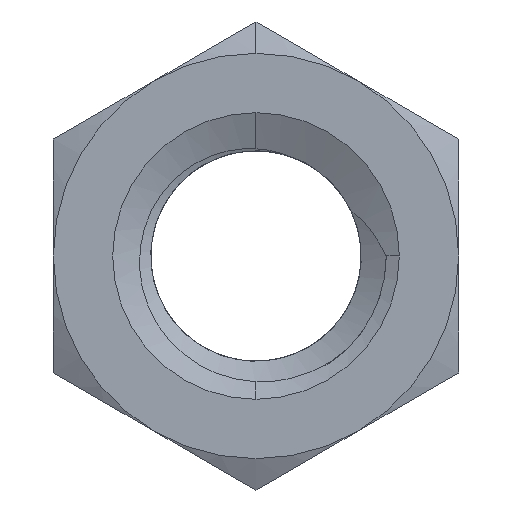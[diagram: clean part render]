
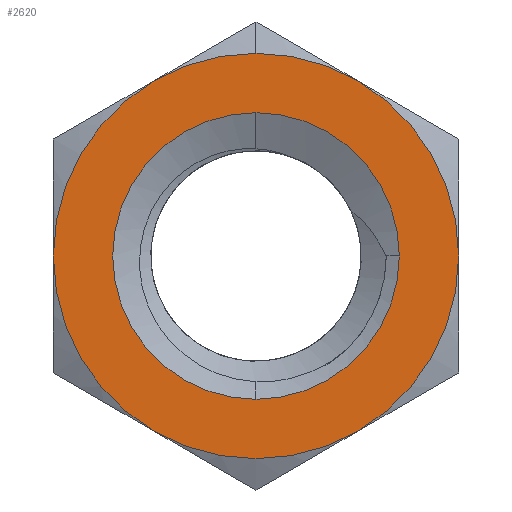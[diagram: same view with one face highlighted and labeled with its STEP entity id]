
A CAD part, front view. The second image highlights one B-rep face of the part: STEP entity #2620.
In plain terms, the highlighted planar face has unit normal (0, -1, 0).
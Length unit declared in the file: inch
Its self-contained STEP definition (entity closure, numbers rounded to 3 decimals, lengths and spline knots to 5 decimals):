
#4 = CARTESIAN_POINT ( 'NONE',  ( 0., 0., -0.30938 ) ) ;
#10 = DIRECTION ( 'NONE',  ( 0., 1., 0. ) ) ;
#13 = EDGE_CURVE ( 'NONE', #3364, #1243, #125, .T. ) ;
#55 = VERTEX_POINT ( 'NONE', #4 ) ;
#125 = CIRCLE ( 'NONE', #2398, 0.4375 ) ;
#159 = CARTESIAN_POINT ( 'NONE',  ( -0.21875, 0., 0.37889 ) ) ;
#192 = ORIENTED_EDGE ( 'NONE', *, *, #383, .F. ) ;
#212 = EDGE_CURVE ( 'NONE', #988, #3364, #1743, .T. ) ;
#244 = AXIS2_PLACEMENT_3D ( 'NONE', #2721, #1941, #2983 ) ;
#250 = VERTEX_POINT ( 'NONE', #293 ) ;
#293 = CARTESIAN_POINT ( 'NONE',  ( -0.4375, 0., 0. ) ) ;
#383 = EDGE_CURVE ( 'NONE', #804, #972, #2511, .T. ) ;
#401 = DIRECTION ( 'NONE',  ( 0., 1., 0. ) ) ;
#474 = AXIS2_PLACEMENT_3D ( 'NONE', #2716, #1373, #1881 ) ;
#488 = CARTESIAN_POINT ( 'NONE',  ( 0., 0., 0. ) ) ;
#494 = CARTESIAN_POINT ( 'NONE',  ( 0., 0., 0. ) ) ;
#594 = ORIENTED_EDGE ( 'NONE', *, *, #2267, .F. ) ;
#673 = PLANE ( 'NONE',  #912 ) ;
#723 = ORIENTED_EDGE ( 'NONE', *, *, #13, .F. ) ;
#752 = ORIENTED_EDGE ( 'NONE', *, *, #2719, .F. ) ;
#754 = DIRECTION ( 'NONE',  ( 0., 0., 1. ) ) ;
#779 = CARTESIAN_POINT ( 'NONE',  ( 0., 0., 0. ) ) ;
#793 = DIRECTION ( 'NONE',  ( 0., 0., 1. ) ) ;
#804 = VERTEX_POINT ( 'NONE', #159 ) ;
#805 = CIRCLE ( 'NONE', #2408, 0.30938 ) ;
#807 = CARTESIAN_POINT ( 'NONE',  ( 0., 0., 0.4375 ) ) ;
#907 = AXIS2_PLACEMENT_3D ( 'NONE', #2920, #1892, #1414 ) ;
#912 = AXIS2_PLACEMENT_3D ( 'NONE', #1489, #3339, #2767 ) ;
#972 = VERTEX_POINT ( 'NONE', #807 ) ;
#988 = VERTEX_POINT ( 'NONE', #2395 ) ;
#1045 = CARTESIAN_POINT ( 'NONE',  ( 0., 0., 0.30937 ) ) ;
#1049 = ORIENTED_EDGE ( 'NONE', *, *, #1757, .F. ) ;
#1095 = DIRECTION ( 'NONE',  ( 0., -1., 0. ) ) ;
#1110 = EDGE_CURVE ( 'NONE', #250, #804, #2891, .T. ) ;
#1163 = CARTESIAN_POINT ( 'NONE',  ( 0., 0., 0. ) ) ;
#1173 = DIRECTION ( 'NONE',  ( 0., 1., 0. ) ) ;
#1243 = VERTEX_POINT ( 'NONE', #3031 ) ;
#1309 = AXIS2_PLACEMENT_3D ( 'NONE', #1845, #10, #2892 ) ;
#1329 = ORIENTED_EDGE ( 'NONE', *, *, #1110, .F. ) ;
#1373 = DIRECTION ( 'NONE',  ( 0., -1., 0. ) ) ;
#1414 = DIRECTION ( 'NONE',  ( 0., 0., 1. ) ) ;
#1421 = AXIS2_PLACEMENT_3D ( 'NONE', #2879, #1608, #1554 ) ;
#1489 = CARTESIAN_POINT ( 'NONE',  ( -0.44275, 0., -0.44275 ) ) ;
#1533 = CIRCLE ( 'NONE', #474, 0.30937 ) ;
#1554 = DIRECTION ( 'NONE',  ( 0., 0., 1. ) ) ;
#1608 = DIRECTION ( 'NONE',  ( 0., 1., 0. ) ) ;
#1711 = ORIENTED_EDGE ( 'NONE', *, *, #2743, .F. ) ;
#1743 = CIRCLE ( 'NONE', #907, 0.4375 ) ;
#1757 = EDGE_CURVE ( 'NONE', #2901, #988, #1964, .T. ) ;
#1845 = CARTESIAN_POINT ( 'NONE',  ( 0., 0., 0. ) ) ;
#1881 = DIRECTION ( 'NONE',  ( 0., 0., -1. ) ) ;
#1885 = DIRECTION ( 'NONE',  ( 1., 0., 0. ) ) ;
#1892 = DIRECTION ( 'NONE',  ( 0., 1., 0. ) ) ;
#1911 = CIRCLE ( 'NONE', #2076, 0.4375 ) ;
#1941 = DIRECTION ( 'NONE',  ( 0., -1., 0. ) ) ;
#1950 = DIRECTION ( 'NONE',  ( 0., 0., 1. ) ) ;
#1964 = CIRCLE ( 'NONE', #2513, 0.4375 ) ;
#1978 = EDGE_LOOP ( 'NONE', ( #192, #1329, #752, #723, #2163, #1049, #1711 ) ) ;
#2076 = AXIS2_PLACEMENT_3D ( 'NONE', #494, #2088, #793 ) ;
#2088 = DIRECTION ( 'NONE',  ( 0., 1., 0. ) ) ;
#2163 = ORIENTED_EDGE ( 'NONE', *, *, #212, .F. ) ;
#2266 = VERTEX_POINT ( 'NONE', #1045 ) ;
#2267 = EDGE_CURVE ( 'NONE', #2645, #2266, #805, .T. ) ;
#2356 = ORIENTED_EDGE ( 'NONE', *, *, #2824, .F. ) ;
#2375 = DIRECTION ( 'NONE',  ( 0., 1., 0. ) ) ;
#2395 = CARTESIAN_POINT ( 'NONE',  ( 0.4375, 0., 0. ) ) ;
#2398 = AXIS2_PLACEMENT_3D ( 'NONE', #488, #2375, #754 ) ;
#2408 = AXIS2_PLACEMENT_3D ( 'NONE', #779, #1095, #1885 ) ;
#2454 = CARTESIAN_POINT ( 'NONE',  ( 0.21875, 0., -0.37889 ) ) ;
#2511 = CIRCLE ( 'NONE', #3379, 0.4375 ) ;
#2513 = AXIS2_PLACEMENT_3D ( 'NONE', #1163, #401, #1950 ) ;
#2516 = CIRCLE ( 'NONE', #1309, 0.4375 ) ;
#2518 = EDGE_CURVE ( 'NONE', #55, #2645, #3228, .T. ) ;
#2522 = CARTESIAN_POINT ( 'NONE',  ( 0.30937, 0., 0. ) ) ;
#2620 = ADVANCED_FACE ( 'NONE', ( #3087, #3048 ), #673, .F. ) ;
#2645 = VERTEX_POINT ( 'NONE', #2522 ) ;
#2716 = CARTESIAN_POINT ( 'NONE',  ( 0., 0., 0. ) ) ;
#2719 = EDGE_CURVE ( 'NONE', #1243, #250, #1911, .T. ) ;
#2721 = CARTESIAN_POINT ( 'NONE',  ( 0., 0., 0. ) ) ;
#2732 = CARTESIAN_POINT ( 'NONE',  ( 0.21875, 0., 0.37889 ) ) ;
#2743 = EDGE_CURVE ( 'NONE', #972, #2901, #2516, .T. ) ;
#2767 = DIRECTION ( 'NONE',  ( 0., 0., 1. ) ) ;
#2824 = EDGE_CURVE ( 'NONE', #2266, #55, #1533, .T. ) ;
#2879 = CARTESIAN_POINT ( 'NONE',  ( 0., 0., 0. ) ) ;
#2891 = CIRCLE ( 'NONE', #1421, 0.4375 ) ;
#2892 = DIRECTION ( 'NONE',  ( 0., 0., 1. ) ) ;
#2901 = VERTEX_POINT ( 'NONE', #2732 ) ;
#2920 = CARTESIAN_POINT ( 'NONE',  ( 0., 0., 0. ) ) ;
#2983 = DIRECTION ( 'NONE',  ( 1., 0., 0. ) ) ;
#3005 = DIRECTION ( 'NONE',  ( 0., 0., 1. ) ) ;
#3031 = CARTESIAN_POINT ( 'NONE',  ( -0.21875, 0., -0.37889 ) ) ;
#3048 = FACE_OUTER_BOUND ( 'NONE', #1978, .T. ) ;
#3076 = CARTESIAN_POINT ( 'NONE',  ( 0., 0., 0. ) ) ;
#3087 = FACE_BOUND ( 'NONE', #3166, .T. ) ;
#3166 = EDGE_LOOP ( 'NONE', ( #3249, #2356, #594 ) ) ;
#3228 = CIRCLE ( 'NONE', #244, 0.30938 ) ;
#3249 = ORIENTED_EDGE ( 'NONE', *, *, #2518, .F. ) ;
#3339 = DIRECTION ( 'NONE',  ( 0., 1., 0. ) ) ;
#3364 = VERTEX_POINT ( 'NONE', #2454 ) ;
#3379 = AXIS2_PLACEMENT_3D ( 'NONE', #3076, #1173, #3005 ) ;
